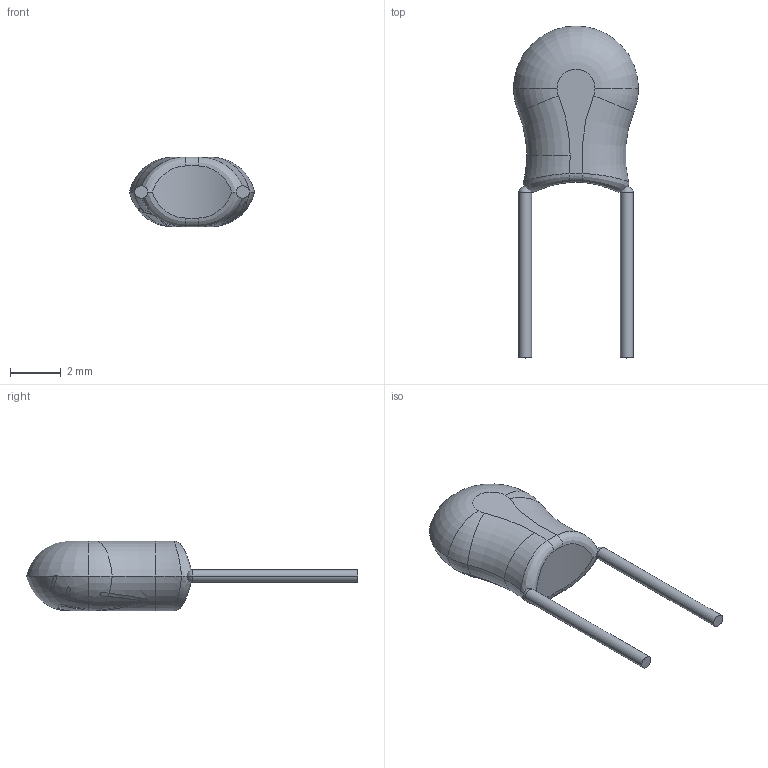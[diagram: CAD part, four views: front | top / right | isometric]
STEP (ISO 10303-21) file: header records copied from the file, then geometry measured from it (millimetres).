
FILE_DESCRIPTION (( 'STEP AP214' ), '1' );
FILE_NAME ('Hitano 2.2nF 2kV (D5mm).STEP', '2024-09-03T11:37:44', ( '' ), ( '' ), 'SwSTEP 2.0', 'SolidWorks 2021', '' );
FILE_SCHEMA (( 'AUTOMOTIVE_DESIGN' ));
Length unit declared in the file: millimetre
Products named in the file (1): Hitano 2.2nF 2kV (D5mm)
Bounding box: 4.92 x 13.08 x 2.75 mm (x, y, z)
Volume: 55.9 mm3; surface area: 100.8 mm2
Topology: 3 solids, 3 shells, 266 faces, 718 edges, 459 vertices
Faces by surface type: bspline 203, torus 36, plane 13, cone 9, cylinder 5
Entity records: 14701 total; most frequent: CARTESIAN_POINT 7153, ORIENTED_EDGE 1436, EDGE_CURVE 718, B_SPLINE_CURVE_WITH_KNOTS 597, VERTEX_POINT 459, DIRECTION 343, EDGE_LOOP 267, ADVANCED_FACE 266
